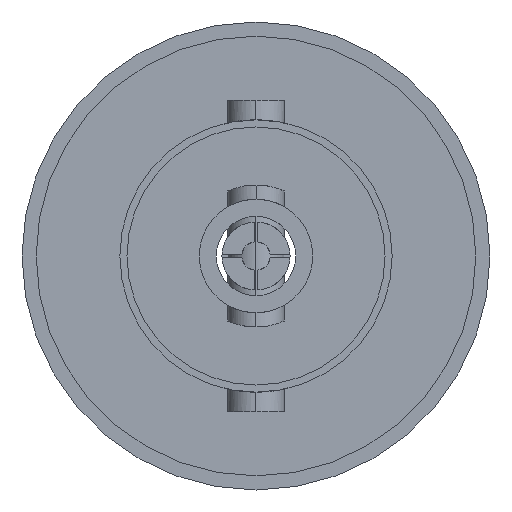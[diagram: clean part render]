
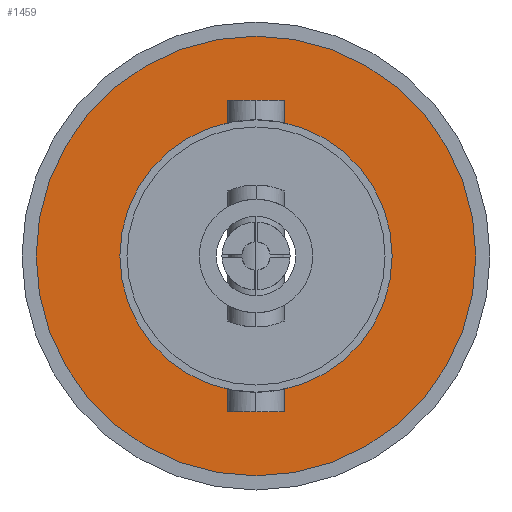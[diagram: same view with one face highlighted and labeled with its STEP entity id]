
A CAD part, left-side view. The second image highlights one B-rep face of the part: STEP entity #1459.
In plain terms, the highlighted planar face has unit normal (-1, 0, 0).
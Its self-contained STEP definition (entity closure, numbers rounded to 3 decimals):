
#84 = EDGE_CURVE ( 'NONE', #2836, #1689, #411, .T. ) ;
#93 = VERTEX_POINT ( 'NONE', #2776 ) ;
#411 = CIRCLE ( 'NONE', #2858, 7.75 ) ;
#441 = CARTESIAN_POINT ( 'NONE',  ( 39.455, 122.342, 16. ) ) ;
#444 = CIRCLE ( 'NONE', #2782, 4.8 ) ;
#459 = DIRECTION ( 'NONE',  ( 1., 0., 0. ) ) ;
#589 = FACE_OUTER_BOUND ( 'NONE', #976, .T. ) ;
#629 = DIRECTION ( 'NONE',  ( 0., 0., 1. ) ) ;
#683 = DIRECTION ( 'NONE',  ( 0., 0., -1. ) ) ;
#698 = PLANE ( 'NONE',  #2327 ) ;
#919 = DIRECTION ( 'NONE',  ( -1., 0., 0. ) ) ;
#959 = ORIENTED_EDGE ( 'NONE', *, *, #84, .T. ) ;
#976 = EDGE_LOOP ( 'NONE', ( #1066, #959 ) ) ;
#1018 = CARTESIAN_POINT ( 'NONE',  ( 39.455, 122.342, 16. ) ) ;
#1056 = CIRCLE ( 'NONE', #2964, 7.75 ) ;
#1066 = ORIENTED_EDGE ( 'NONE', *, *, #3067, .T. ) ;
#1105 = EDGE_LOOP ( 'NONE', ( #2271, #3060 ) ) ;
#1283 = DIRECTION ( 'NONE',  ( 0., 0., 1. ) ) ;
#1409 = DIRECTION ( 'NONE',  ( -1., 0., 0. ) ) ;
#1459 = ADVANCED_FACE ( 'NONE', ( #589, #2477 ), #698, .F. ) ;
#1464 = CARTESIAN_POINT ( 'NONE',  ( 39.455, 122.342, 16. ) ) ;
#1689 = VERTEX_POINT ( 'NONE', #2508 ) ;
#1892 = CARTESIAN_POINT ( 'NONE',  ( 39.455, 122.342, 11.2 ) ) ;
#1893 = EDGE_CURVE ( 'NONE', #93, #2992, #444, .T. ) ;
#1914 = CARTESIAN_POINT ( 'NONE',  ( 39.455, 130.092, 16. ) ) ;
#2044 = EDGE_CURVE ( 'NONE', #2992, #93, #2511, .T. ) ;
#2150 = DIRECTION ( 'NONE',  ( -1., 0., 0. ) ) ;
#2176 = DIRECTION ( 'NONE',  ( 0., 0., -1. ) ) ;
#2271 = ORIENTED_EDGE ( 'NONE', *, *, #2044, .F. ) ;
#2327 = AXIS2_PLACEMENT_3D ( 'NONE', #1914, #459, #2176 ) ;
#2477 = FACE_BOUND ( 'NONE', #1105, .T. ) ;
#2508 = CARTESIAN_POINT ( 'NONE',  ( 39.455, 122.342, 23.75 ) ) ;
#2511 = CIRCLE ( 'NONE', #2719, 4.8 ) ;
#2719 = AXIS2_PLACEMENT_3D ( 'NONE', #2868, #1409, #3101 ) ;
#2742 = DIRECTION ( 'NONE',  ( -1., 0., 0. ) ) ;
#2776 = CARTESIAN_POINT ( 'NONE',  ( 39.455, 122.342, 20.8 ) ) ;
#2782 = AXIS2_PLACEMENT_3D ( 'NONE', #441, #2150, #683 ) ;
#2809 = CARTESIAN_POINT ( 'NONE',  ( 39.455, 122.342, 8.25 ) ) ;
#2836 = VERTEX_POINT ( 'NONE', #2809 ) ;
#2858 = AXIS2_PLACEMENT_3D ( 'NONE', #1464, #919, #629 ) ;
#2868 = CARTESIAN_POINT ( 'NONE',  ( 39.455, 122.342, 16. ) ) ;
#2964 = AXIS2_PLACEMENT_3D ( 'NONE', #1018, #2742, #1283 ) ;
#2992 = VERTEX_POINT ( 'NONE', #1892 ) ;
#3060 = ORIENTED_EDGE ( 'NONE', *, *, #1893, .F. ) ;
#3067 = EDGE_CURVE ( 'NONE', #1689, #2836, #1056, .T. ) ;
#3101 = DIRECTION ( 'NONE',  ( 0., 0., -1. ) ) ;
